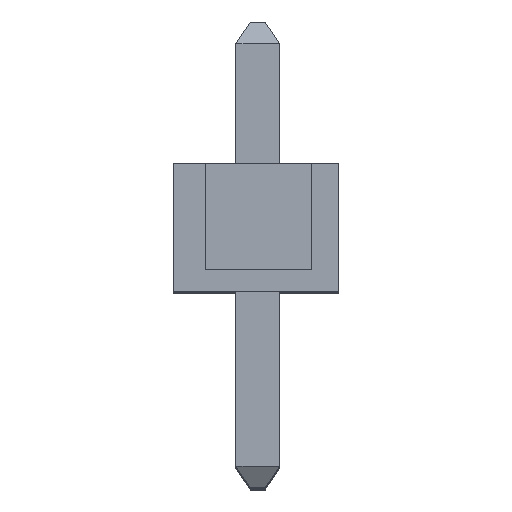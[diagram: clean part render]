
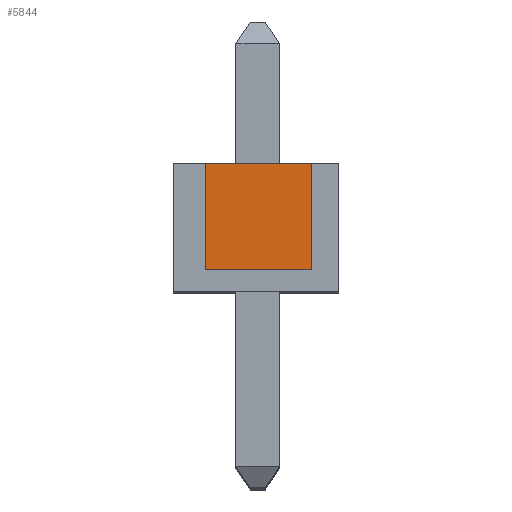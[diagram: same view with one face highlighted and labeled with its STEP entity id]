
A CAD part, top view. The second image highlights one B-rep face of the part: STEP entity #5844.
In plain terms, the highlighted planar face has unit normal (0, 0, 1).
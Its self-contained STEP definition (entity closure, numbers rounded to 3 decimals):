
#5788=CARTESIAN_POINT('Line Origine',(0.412,0.876,11.)) ;
#5792=CARTESIAN_POINT('Vertex',(0.412,1.499,11.)) ;
#5794=CARTESIAN_POINT('Vertex',(0.412,0.254,11.)) ;
#5814=CARTESIAN_POINT('Axis2P3D Location',(0.,0.,11.)) ;
#5819=CARTESIAN_POINT('Line Origine',(1.031,0.254,11.)) ;
#5823=CARTESIAN_POINT('Vertex',(1.65,0.254,11.)) ;
#5826=CARTESIAN_POINT('Line Origine',(1.65,0.876,11.)) ;
#5830=CARTESIAN_POINT('Vertex',(1.65,1.499,11.)) ;
#5833=CARTESIAN_POINT('Line Origine',(1.031,1.499,11.)) ;
#5789=DIRECTION('Vector Direction',(0.,-1.,0.)) ;
#5815=DIRECTION('Axis2P3D Direction',(0.,0.,1.)) ;
#5816=DIRECTION('Axis2P3D XDirection',(1.,0.,0.)) ;
#5820=DIRECTION('Vector Direction',(-1.,0.,0.)) ;
#5827=DIRECTION('Vector Direction',(0.,-1.,0.)) ;
#5834=DIRECTION('Vector Direction',(-1.,0.,0.)) ;
#5817=AXIS2_PLACEMENT_3D('Plane Axis2P3D',#5814,#5815,#5816) ;
#5839=ORIENTED_EDGE('',*,*,#5825,.F.) ;
#5840=ORIENTED_EDGE('',*,*,#5832,.F.) ;
#5841=ORIENTED_EDGE('',*,*,#5837,.T.) ;
#5842=ORIENTED_EDGE('',*,*,#5796,.T.) ;
#5790=VECTOR('Line Direction',#5789,1.) ;
#5821=VECTOR('Line Direction',#5820,1.) ;
#5828=VECTOR('Line Direction',#5827,1.) ;
#5835=VECTOR('Line Direction',#5834,1.) ;
#5844=ADVANCED_FACE('Imported1',(#5843),#5818,.T.) ;
#5796=EDGE_CURVE('',#5793,#5795,#5791,.T.) ;
#5825=EDGE_CURVE('',#5824,#5795,#5822,.T.) ;
#5832=EDGE_CURVE('',#5831,#5824,#5829,.T.) ;
#5837=EDGE_CURVE('',#5831,#5793,#5836,.T.) ;
#5838=EDGE_LOOP('',(#5839,#5840,#5841,#5842)) ;
#5843=FACE_OUTER_BOUND('',#5838,.T.) ;
#5791=LINE('Line',#5788,#5790) ;
#5822=LINE('Line',#5819,#5821) ;
#5829=LINE('Line',#5826,#5828) ;
#5836=LINE('Line',#5833,#5835) ;
#5818=PLANE('Plane',#5817) ;
#5793=VERTEX_POINT('',#5792) ;
#5795=VERTEX_POINT('',#5794) ;
#5824=VERTEX_POINT('',#5823) ;
#5831=VERTEX_POINT('',#5830) ;
